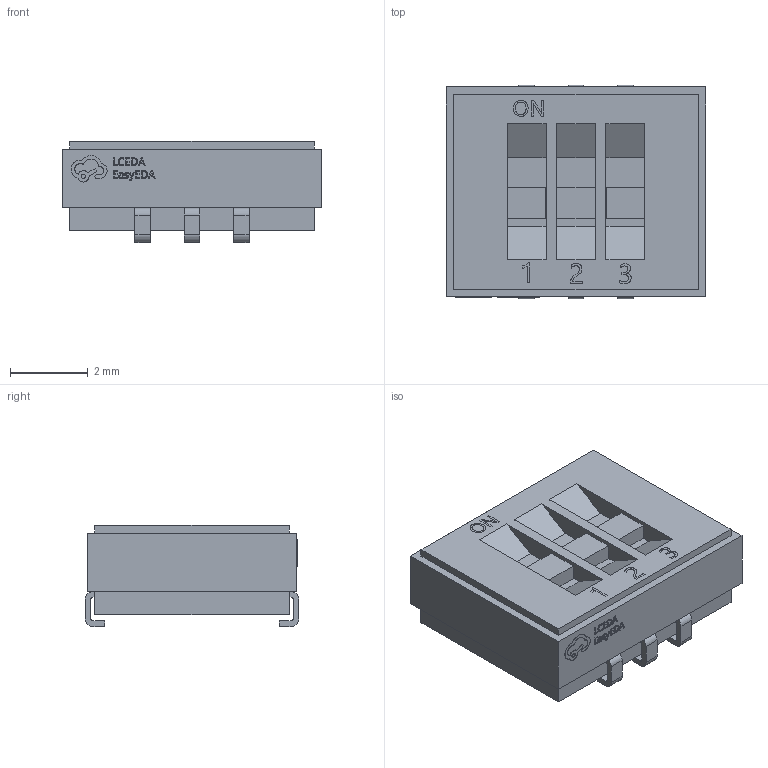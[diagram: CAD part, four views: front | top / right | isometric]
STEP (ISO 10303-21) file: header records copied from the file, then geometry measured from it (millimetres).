
FILE_DESCRIPTION(('FreeCAD Model'),'2;1');
FILE_NAME('Open CASCADE Shape Model','2024-04-20T15:31:10',(''),(''), 'Open CASCADE STEP processor 7.6','FreeCAD','Unknown');
FILE_SCHEMA(('AUTOMOTIVE_DESIGN { 1 0 10303 214 1 1 1 1 }'));
Length unit declared in the file: millimetre
Products named in the file (3): U1; SW-SMD_6P-P1.27_EU-03KS; SOLID
Assembly tree (2 placements, depth 3):
  U1
    SW-SMD_6P-P1.27_EU-03KS
      SOLID
Bounding box: 6.68 x 5.5 x 2.6 mm (x, y, z)
Volume: 76.7 mm3; surface area: 147.5 mm2
Topology: 1 solids, 1 shells, 410 faces, 1125 edges, 750 vertices
Faces by surface type: plane 254, bspline 132, cylinder 24
Entity records: 18156 total; most frequent: CARTESIAN_POINT 5668, ORIENTED_EDGE 2250, DIRECTION 1467, EDGE_CURVE 1125, LINE 809, VECTOR 809, VERTEX_POINT 750, FACE_BOUND 443
